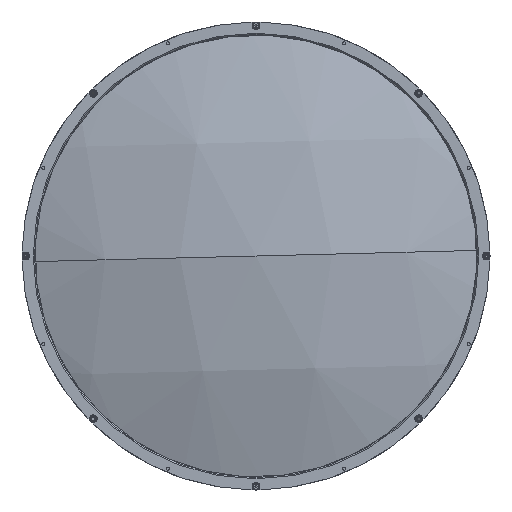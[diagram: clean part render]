
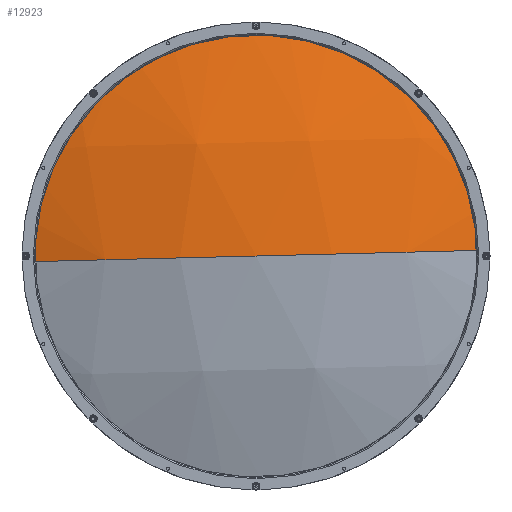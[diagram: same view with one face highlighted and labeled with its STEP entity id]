
A CAD part, left-side view. The second image highlights one B-rep face of the part: STEP entity #12923.
In plain terms, the highlighted spherical face has radius 527.92 mm.
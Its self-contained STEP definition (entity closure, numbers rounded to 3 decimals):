
#1017 = CARTESIAN_POINT ( 'NONE',  ( 28.634, 0., 0. ) ) ;
#1128 = AXIS2_PLACEMENT_3D ( 'NONE', #14085, #6173, #15405 ) ;
#1560 = DIRECTION ( 'NONE',  ( 0., -1., 0.025 ) ) ;
#1955 = ORIENTED_EDGE ( 'NONE', *, *, #9208, .T. ) ;
#1999 = CIRCLE ( 'NONE', #13631, 180. ) ;
#2330 = DIRECTION ( 'NONE',  ( 0., 0.025, 1. ) ) ;
#2647 = AXIS2_PLACEMENT_3D ( 'NONE', #8123, #6789, #1560 ) ;
#4210 = CARTESIAN_POINT ( 'NONE',  ( 524.92, 0., 0. ) ) ;
#4955 = AXIS2_PLACEMENT_3D ( 'NONE', #4210, #13465, #5544 ) ;
#5528 = CIRCLE ( 'NONE', #1128, 527.92 ) ;
#5544 = DIRECTION ( 'NONE',  ( 0., -1., 0.025 ) ) ;
#5556 = ORIENTED_EDGE ( 'NONE', *, *, #9525, .F. ) ;
#5740 = CIRCLE ( 'NONE', #4955, 527.92 ) ;
#6155 = SPHERICAL_SURFACE ( 'NONE', #2647, 527.92 ) ;
#6173 = DIRECTION ( 'NONE',  ( 0., -0.025, -1. ) ) ;
#6789 = DIRECTION ( 'NONE',  ( 0., 0.025, 1. ) ) ;
#7104 = CARTESIAN_POINT ( 'NONE',  ( -3., 0., 0. ) ) ;
#8123 = CARTESIAN_POINT ( 'NONE',  ( 524.92, 0., 0. ) ) ;
#8521 = VERTEX_POINT ( 'NONE', #7104 ) ;
#9208 = EDGE_CURVE ( 'NONE', #11325, #8521, #5740, .T. ) ;
#9525 = EDGE_CURVE ( 'NONE', #15835, #8521, #5528, .T. ) ;
#10213 = DIRECTION ( 'NONE',  ( -1., 0., 0. ) ) ;
#10273 = ORIENTED_EDGE ( 'NONE', *, *, #15613, .T. ) ;
#11325 = VERTEX_POINT ( 'NONE', #17018 ) ;
#12923 = ADVANCED_FACE ( 'NONE', ( #13171 ), #6155, .T. ) ;
#13171 = FACE_OUTER_BOUND ( 'NONE', #13266, .T. ) ;
#13266 = EDGE_LOOP ( 'NONE', ( #10273, #1955, #5556 ) ) ;
#13465 = DIRECTION ( 'NONE',  ( 0., 0.025, 1. ) ) ;
#13631 = AXIS2_PLACEMENT_3D ( 'NONE', #1017, #10213, #2330 ) ;
#14085 = CARTESIAN_POINT ( 'NONE',  ( 524.92, 0., 0. ) ) ;
#14791 = CARTESIAN_POINT ( 'NONE',  ( 28.634, -179.943, 4.542 ) ) ;
#15405 = DIRECTION ( 'NONE',  ( 0., 1., -0.025 ) ) ;
#15613 = EDGE_CURVE ( 'NONE', #15835, #11325, #1999, .T. ) ;
#15835 = VERTEX_POINT ( 'NONE', #14791 ) ;
#17018 = CARTESIAN_POINT ( 'NONE',  ( 28.634, 179.943, -4.542 ) ) ;
